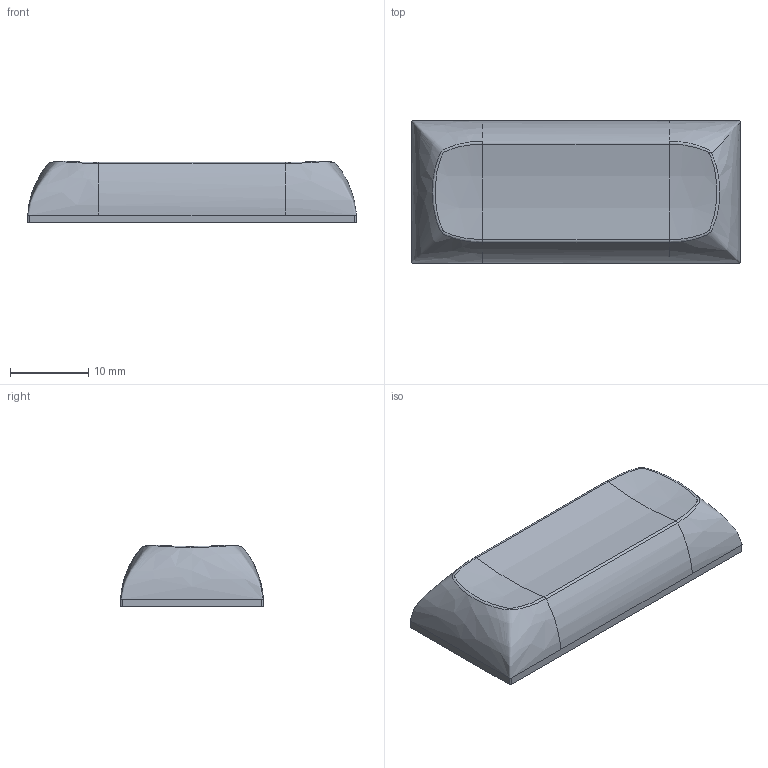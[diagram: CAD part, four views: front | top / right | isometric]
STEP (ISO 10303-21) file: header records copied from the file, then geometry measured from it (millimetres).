
FILE_DESCRIPTION(/* description */ ('Designed by EasyEDA Pro'),/* implementation_level */ '2;1');
FILE_NAME(/* name */ '2.25 dsa.step',/* time_stamp */ '2025-07-10T15:07:37+05:30',/* author */ (''),/* organization */ (''),/* preprocessor_version */ 'ST-DEVELOPER v20.1',/* originating_system */ 'Autodesk Translation Framework v14.10.0.0',/* authorisation */ '');
FILE_SCHEMA (('AUTOMOTIVE_DESIGN { 1 0 10303 214 3 1 1 }'));
Length unit declared in the file: millimetre
Products named in the file (2): Open CASCADE STEP translator 7.8 1; DSA V4 1x2.25 v3
Assembly tree (1 placements, depth 2):
  Open CASCADE STEP translator 7.8 1
    DSA V4 1x2.25 v3
Bounding box: 41.95 x 18.2 x 7.91 mm (x, y, z)
Volume: 2739.9 mm3; surface area: 3064.5 mm2
Topology: 1 solids, 1 shells, 108 faces, 259 edges, 160 vertices
Faces by surface type: plane 88, cylinder 10, bspline 8, sphere 2
Full cylindrical faces by diameter (mm): 5.6 x3
Entity records: 4321 total; most frequent: CARTESIAN_POINT 1799, ORIENTED_EDGE 518, DIRECTION 467, EDGE_CURVE 259, LINE 219, VECTOR 219, VERTEX_POINT 160, AXIS2_PLACEMENT_3D 124
